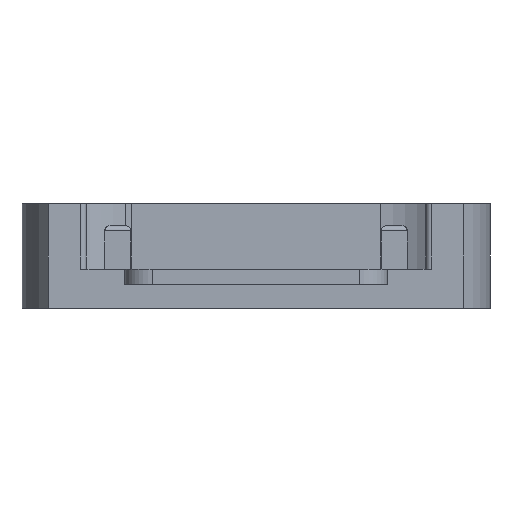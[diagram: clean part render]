
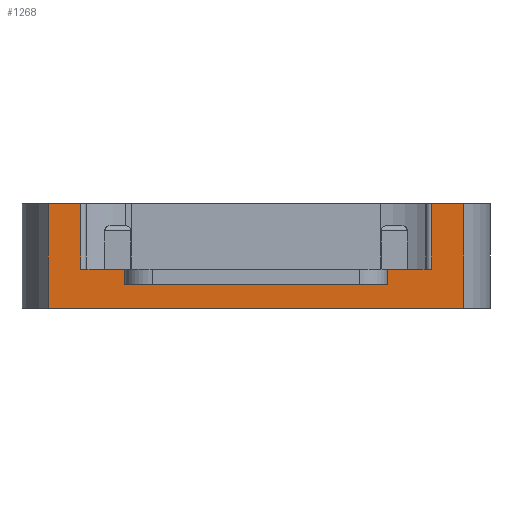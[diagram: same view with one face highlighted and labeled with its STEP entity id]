
A CAD part, left-side view. The second image highlights one B-rep face of the part: STEP entity #1268.
In plain terms, the highlighted planar face has unit normal (-1, 0, 0).
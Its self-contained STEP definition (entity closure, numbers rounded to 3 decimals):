
#142=FACE_OUTER_BOUND('',#211,.T.);
#211=EDGE_LOOP('',(#1103,#1104,#1105,#1106,#1107,#1108,#1109,#1110,#1111,
#1112,#1113,#1114));
#232=LINE('',#1779,#377);
#238=LINE('',#1799,#383);
#281=LINE('',#1912,#426);
#284=LINE('',#1919,#429);
#328=LINE('',#2020,#473);
#334=LINE('',#2041,#479);
#340=LINE('',#2057,#485);
#349=LINE('',#2078,#494);
#350=LINE('',#2080,#495);
#359=LINE('',#2097,#504);
#360=LINE('',#2099,#505);
#361=LINE('',#2100,#506);
#377=VECTOR('',#1422,10.);
#383=VECTOR('',#1436,10.);
#426=VECTOR('',#1543,10.);
#429=VECTOR('',#1550,10.);
#473=VECTOR('',#1652,10.);
#479=VECTOR('',#1668,10.);
#485=VECTOR('',#1680,10.);
#494=VECTOR('',#1703,10.);
#495=VECTOR('',#1706,10.);
#504=VECTOR('',#1731,10.);
#505=VECTOR('',#1734,10.);
#506=VECTOR('',#1735,10.);
#519=VERTEX_POINT('',#1776);
#520=VERTEX_POINT('',#1778);
#529=VERTEX_POINT('',#1796);
#530=VERTEX_POINT('',#1798);
#568=VERTEX_POINT('',#1910);
#570=VERTEX_POINT('',#1918);
#597=VERTEX_POINT('',#2018);
#598=VERTEX_POINT('',#2019);
#607=VERTEX_POINT('',#2039);
#608=VERTEX_POINT('',#2040);
#614=VERTEX_POINT('',#2054);
#620=VERTEX_POINT('',#2076);
#638=EDGE_CURVE('',#519,#520,#232,.T.);
#648=EDGE_CURVE('',#529,#530,#238,.T.);
#704=EDGE_CURVE('',#568,#519,#281,.T.);
#707=EDGE_CURVE('',#530,#570,#284,.T.);
#756=EDGE_CURVE('',#597,#598,#328,.T.);
#766=EDGE_CURVE('',#607,#608,#334,.T.);
#774=EDGE_CURVE('',#614,#607,#340,.T.);
#785=EDGE_CURVE('',#620,#608,#349,.T.);
#786=EDGE_CURVE('',#520,#597,#350,.T.);
#795=EDGE_CURVE('',#529,#598,#359,.T.);
#796=EDGE_CURVE('',#568,#620,#360,.T.);
#797=EDGE_CURVE('',#614,#570,#361,.T.);
#1103=ORIENTED_EDGE('',*,*,#796,.T.);
#1104=ORIENTED_EDGE('',*,*,#785,.T.);
#1105=ORIENTED_EDGE('',*,*,#766,.F.);
#1106=ORIENTED_EDGE('',*,*,#774,.F.);
#1107=ORIENTED_EDGE('',*,*,#797,.T.);
#1108=ORIENTED_EDGE('',*,*,#707,.F.);
#1109=ORIENTED_EDGE('',*,*,#648,.F.);
#1110=ORIENTED_EDGE('',*,*,#795,.T.);
#1111=ORIENTED_EDGE('',*,*,#756,.F.);
#1112=ORIENTED_EDGE('',*,*,#786,.F.);
#1113=ORIENTED_EDGE('',*,*,#638,.F.);
#1114=ORIENTED_EDGE('',*,*,#704,.F.);
#1199=PLANE('',#1384);
#1268=ADVANCED_FACE('',(#142),#1199,.T.);
#1384=AXIS2_PLACEMENT_3D('',#2098,#1732,#1733);
#1422=DIRECTION('',(0.,-1.,0.));
#1436=DIRECTION('',(0.,-1.,0.));
#1543=DIRECTION('',(0.,0.,1.));
#1550=DIRECTION('',(0.,0.,-1.));
#1652=DIRECTION('',(0.,1.,0.));
#1668=DIRECTION('',(0.,-1.,0.));
#1680=DIRECTION('',(0.,0.,-1.));
#1703=DIRECTION('',(0.,0.,-1.));
#1706=DIRECTION('',(0.,0.,-1.));
#1731=DIRECTION('',(0.,0.,-1.));
#1732=DIRECTION('center_axis',(-1.,0.,0.));
#1733=DIRECTION('ref_axis',(0.,1.,0.));
#1734=DIRECTION('',(0.,1.,0.));
#1735=DIRECTION('',(0.,1.,0.));
#1776=CARTESIAN_POINT('',(-11.093,-8.05,4.8));
#1778=CARTESIAN_POINT('',(-11.093,-9.546,4.8));
#1779=CARTESIAN_POINT('',(-11.093,-9.546,4.8));
#1796=CARTESIAN_POINT('',(-11.093,9.546,4.8));
#1798=CARTESIAN_POINT('',(-11.093,8.05,4.8));
#1799=CARTESIAN_POINT('',(-11.093,7.447,4.8));
#1910=CARTESIAN_POINT('',(-11.093,-8.05,1.8));
#1912=CARTESIAN_POINT('',(-11.093,-8.05,1.8));
#1918=CARTESIAN_POINT('',(-11.093,8.05,1.8));
#1919=CARTESIAN_POINT('',(-11.093,8.05,1.8));
#2018=CARTESIAN_POINT('',(-11.093,-9.546,0.));
#2019=CARTESIAN_POINT('',(-11.093,9.546,0.));
#2020=CARTESIAN_POINT('',(-11.093,-9.546,0.));
#2039=CARTESIAN_POINT('',(-11.093,6.032,1.1));
#2040=CARTESIAN_POINT('',(-11.093,-6.033,1.1));
#2041=CARTESIAN_POINT('',(-11.093,-4.773,1.1));
#2054=CARTESIAN_POINT('',(-11.093,6.032,1.8));
#2057=CARTESIAN_POINT('',(-11.093,6.032,1.8));
#2076=CARTESIAN_POINT('',(-11.093,-6.033,1.8));
#2078=CARTESIAN_POINT('',(-11.093,-6.033,1.8));
#2080=CARTESIAN_POINT('',(-11.093,-9.546,1.8));
#2097=CARTESIAN_POINT('',(-11.093,9.546,1.8));
#2098=CARTESIAN_POINT('Origin',(-11.093,6.032,1.8));
#2099=CARTESIAN_POINT('',(-11.093,-9.546,1.8));
#2100=CARTESIAN_POINT('',(-11.093,7.447,1.8));
